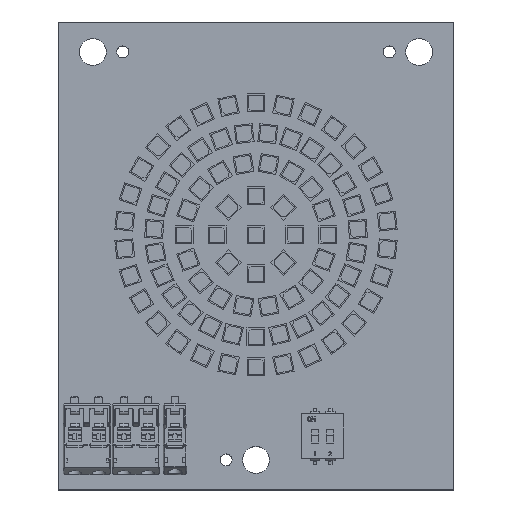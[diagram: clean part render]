
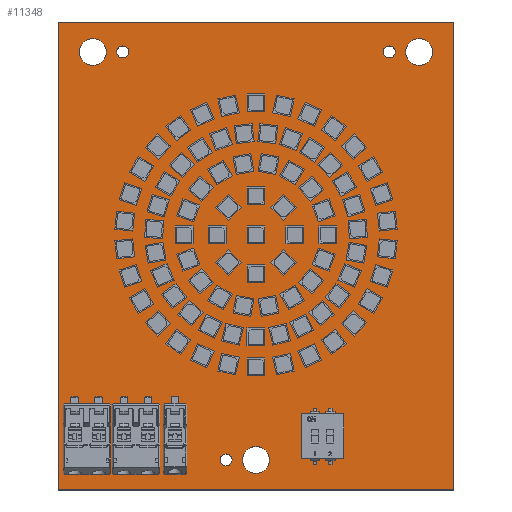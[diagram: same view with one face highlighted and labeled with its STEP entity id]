
A CAD part, top view. The second image highlights one B-rep face of the part: STEP entity #11348.
In plain terms, the highlighted planar face has unit normal (0, 0, 1).
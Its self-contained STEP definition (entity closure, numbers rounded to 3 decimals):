
#5804=FACE_BOUND('',#19132,.T.);
#5805=FACE_BOUND('',#19133,.T.);
#5806=FACE_BOUND('',#19134,.T.);
#5807=FACE_BOUND('',#19135,.T.);
#5808=FACE_BOUND('',#19136,.T.);
#5809=FACE_BOUND('',#19137,.T.);
#5810=FACE_BOUND('',#19138,.T.);
#8049=PLANE('',#71382);
#11348=ADVANCED_FACE('',(#5804,#5805,#5806,#5807,#5808,#5809,#5810),#8049,
 .F.);
#19132=EDGE_LOOP('',(#48577));
#19133=EDGE_LOOP('',(#48578));
#19134=EDGE_LOOP('',(#48579));
#19135=EDGE_LOOP('',(#48580,#48581,#48582,#48583));
#19136=EDGE_LOOP('',(#48584));
#19137=EDGE_LOOP('',(#48585));
#19138=EDGE_LOOP('',(#48586));
#25620=LINE('',#107802,#32456);
#25621=LINE('',#107805,#32457);
#25622=LINE('',#107807,#32458);
#25623=LINE('',#107809,#32459);
#32456=VECTOR('',#87191,1.);
#32457=VECTOR('',#87192,1.);
#32458=VECTOR('',#87193,1.);
#32459=VECTOR('',#87194,1.);
#48577=ORIENTED_EDGE('',*,*,#64083,.F.);
#48578=ORIENTED_EDGE('',*,*,#64084,.F.);
#48579=ORIENTED_EDGE('',*,*,#64085,.F.);
#48580=ORIENTED_EDGE('',*,*,#64086,.F.);
#48581=ORIENTED_EDGE('',*,*,#64087,.F.);
#48582=ORIENTED_EDGE('',*,*,#64088,.F.);
#48583=ORIENTED_EDGE('',*,*,#64089,.F.);
#48584=ORIENTED_EDGE('',*,*,#64090,.F.);
#48585=ORIENTED_EDGE('',*,*,#64091,.F.);
#48586=ORIENTED_EDGE('',*,*,#64092,.F.);
#55731=VERTEX_POINT('',#107797);
#55732=VERTEX_POINT('',#107799);
#55733=VERTEX_POINT('',#107801);
#55734=VERTEX_POINT('',#107803);
#55735=VERTEX_POINT('',#107804);
#55736=VERTEX_POINT('',#107806);
#55737=VERTEX_POINT('',#107808);
#55738=VERTEX_POINT('',#107811);
#55739=VERTEX_POINT('',#107813);
#55740=VERTEX_POINT('',#107815);
#64083=EDGE_CURVE('',#55731,#55731,#66624,.T.);
#64084=EDGE_CURVE('',#55732,#55732,#66625,.T.);
#64085=EDGE_CURVE('',#55733,#55733,#66626,.T.);
#64086=EDGE_CURVE('',#55734,#55735,#25620,.T.);
#64087=EDGE_CURVE('',#55736,#55734,#25621,.T.);
#64088=EDGE_CURVE('',#55737,#55736,#25622,.T.);
#64089=EDGE_CURVE('',#55735,#55737,#25623,.T.);
#64090=EDGE_CURVE('',#55738,#55738,#66627,.T.);
#64091=EDGE_CURVE('',#55739,#55739,#66628,.T.);
#64092=EDGE_CURVE('',#55740,#55740,#66629,.T.);
#66624=CIRCLE('',#71376,1.);
#66625=CIRCLE('',#71377,2.25);
#66626=CIRCLE('',#71378,2.25);
#66627=CIRCLE('',#71379,1.);
#66628=CIRCLE('',#71380,1.);
#66629=CIRCLE('',#71381,2.25);
#71376=AXIS2_PLACEMENT_3D('',#107796,#87185,#87186);
#71377=AXIS2_PLACEMENT_3D('',#107798,#87187,#87188);
#71378=AXIS2_PLACEMENT_3D('',#107800,#87189,#87190);
#71379=AXIS2_PLACEMENT_3D('',#107810,#87195,#87196);
#71380=AXIS2_PLACEMENT_3D('',#107812,#87197,#87198);
#71381=AXIS2_PLACEMENT_3D('',#107814,#87199,#87200);
#71382=AXIS2_PLACEMENT_3D('',#107816,#87201,#87202);
#87185=DIRECTION('',(0.,0.,1.));
#87186=DIRECTION('',(1.,0.,0.));
#87187=DIRECTION('',(0.,0.,1.));
#87188=DIRECTION('',(1.,0.,0.));
#87189=DIRECTION('',(0.,0.,1.));
#87190=DIRECTION('',(1.,0.,0.));
#87191=DIRECTION('',(0.,1.,0.));
#87192=DIRECTION('',(-1.,0.,0.));
#87193=DIRECTION('',(0.,-1.,0.));
#87194=DIRECTION('',(1.,0.,0.));
#87195=DIRECTION('',(0.,0.,1.));
#87196=DIRECTION('',(1.,0.,0.));
#87197=DIRECTION('',(0.,0.,1.));
#87198=DIRECTION('',(1.,0.,0.));
#87199=DIRECTION('',(0.,0.,1.));
#87200=DIRECTION('',(1.,0.,0.));
#87201=DIRECTION('',(0.,0.,-1.));
#87202=DIRECTION('',(-1.,0.,0.));
#107796=CARTESIAN_POINT('',(10.8,73.,0.));
#107797=CARTESIAN_POINT('',(11.8,73.,0.));
#107798=CARTESIAN_POINT('',(33.,5.,0.));
#107799=CARTESIAN_POINT('',(35.25,5.,0.));
#107800=CARTESIAN_POINT('',(60.2,73.,0.));
#107801=CARTESIAN_POINT('',(62.45,73.,0.));
#107802=CARTESIAN_POINT('',(0.,0.,0.));
#107803=CARTESIAN_POINT('',(0.,0.,0.));
#107804=CARTESIAN_POINT('',(0.,78.,0.));
#107805=CARTESIAN_POINT('',(66.,0.,0.));
#107806=CARTESIAN_POINT('',(66.,0.,0.));
#107807=CARTESIAN_POINT('',(66.,78.,0.));
#107808=CARTESIAN_POINT('',(66.,78.,0.));
#107809=CARTESIAN_POINT('',(0.,78.,0.));
#107810=CARTESIAN_POINT('',(55.2,73.,0.));
#107811=CARTESIAN_POINT('',(56.2,73.,0.));
#107812=CARTESIAN_POINT('',(28.,5.,0.));
#107813=CARTESIAN_POINT('',(29.,5.,0.));
#107814=CARTESIAN_POINT('',(5.8,73.,0.));
#107815=CARTESIAN_POINT('',(8.05,73.,0.));
#107816=CARTESIAN_POINT('',(0.,78.,0.));
